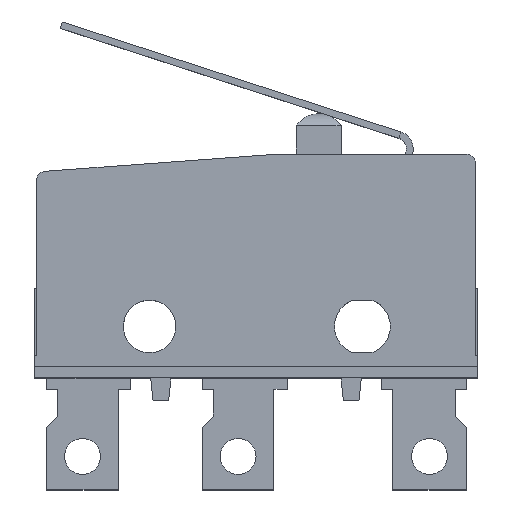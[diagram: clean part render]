
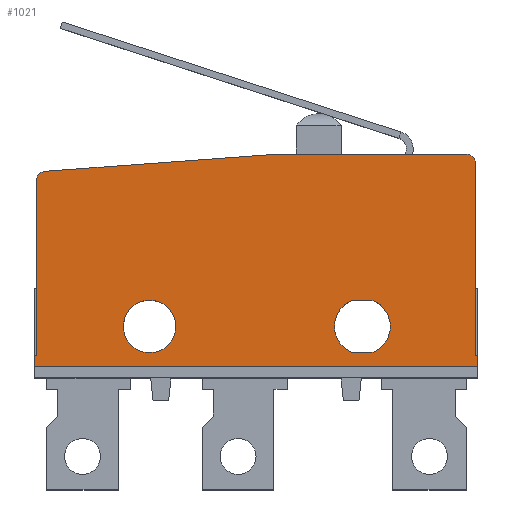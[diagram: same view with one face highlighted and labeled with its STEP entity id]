
A CAD part, top view. The second image highlights one B-rep face of the part: STEP entity #1021.
In plain terms, the highlighted planar face has unit normal (0, 0, 1).
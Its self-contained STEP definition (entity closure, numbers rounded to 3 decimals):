
#937 = EDGE_CURVE('',#938,#940,#942,.T.);
#938 = VERTEX_POINT('',#939);
#939 = CARTESIAN_POINT('',(0.9,11.6,6.4));
#940 = VERTEX_POINT('',#941);
#941 = CARTESIAN_POINT('',(9.3,11.6,6.4));
#942 = LINE('',#943,#944);
#943 = CARTESIAN_POINT('',(0.9,11.6,6.4));
#944 = VECTOR('',#945,1.);
#945 = DIRECTION('',(1.,0.,0.));
#1021 = ADVANCED_FACE('',(#1022,#1042,#1125),#1170,.F.);
#1022 = FACE_BOUND('',#1023,.T.);
#1023 = EDGE_LOOP('',(#1024,#1035));
#1024 = ORIENTED_EDGE('',*,*,#1025,.T.);
#1025 = EDGE_CURVE('',#1026,#1028,#1030,.T.);
#1026 = VERTEX_POINT('',#1027);
#1027 = CARTESIAN_POINT('',(-3.675,3.9,6.4));
#1028 = VERTEX_POINT('',#1029);
#1029 = CARTESIAN_POINT('',(-6.025,3.9,6.4));
#1030 = CIRCLE('',#1031,1.175);
#1031 = AXIS2_PLACEMENT_3D('',#1032,#1033,#1034);
#1032 = CARTESIAN_POINT('',(-4.85,3.9,6.4));
#1033 = DIRECTION('',(0.,0.,-1.));
#1034 = DIRECTION('',(-1.,0.,0.));
#1035 = ORIENTED_EDGE('',*,*,#1036,.T.);
#1036 = EDGE_CURVE('',#1028,#1026,#1037,.T.);
#1037 = CIRCLE('',#1038,1.175);
#1038 = AXIS2_PLACEMENT_3D('',#1039,#1040,#1041);
#1039 = CARTESIAN_POINT('',(-4.85,3.9,6.4));
#1040 = DIRECTION('',(0.,0.,-1.));
#1041 = DIRECTION('',(-1.,0.,0.));
#1042 = FACE_BOUND('',#1043,.T.);
#1043 = EDGE_LOOP('',(#1044,#1054,#1062,#1070,#1078,#1085,#1086,#1094,
    #1103,#1111,#1119));
#1044 = ORIENTED_EDGE('',*,*,#1045,.F.);
#1045 = EDGE_CURVE('',#1046,#1048,#1050,.T.);
#1046 = VERTEX_POINT('',#1047);
#1047 = CARTESIAN_POINT('',(9.8,2.1,6.4));
#1048 = VERTEX_POINT('',#1049);
#1049 = CARTESIAN_POINT('',(-10.,2.1,6.4));
#1050 = LINE('',#1051,#1052);
#1051 = CARTESIAN_POINT('',(9.8,2.1,6.4));
#1052 = VECTOR('',#1053,1.);
#1053 = DIRECTION('',(-1.,0.,0.));
#1054 = ORIENTED_EDGE('',*,*,#1055,.F.);
#1055 = EDGE_CURVE('',#1056,#1046,#1058,.T.);
#1056 = VERTEX_POINT('',#1057);
#1057 = CARTESIAN_POINT('',(9.8,2.6,6.4));
#1058 = LINE('',#1059,#1060);
#1059 = CARTESIAN_POINT('',(9.8,2.6,6.4));
#1060 = VECTOR('',#1061,1.);
#1061 = DIRECTION('',(0.,-1.,-0.));
#1062 = ORIENTED_EDGE('',*,*,#1063,.F.);
#1063 = EDGE_CURVE('',#1064,#1056,#1066,.T.);
#1064 = VERTEX_POINT('',#1065);
#1065 = CARTESIAN_POINT('',(9.7,2.6,6.4));
#1066 = LINE('',#1067,#1068);
#1067 = CARTESIAN_POINT('',(9.7,2.6,6.4));
#1068 = VECTOR('',#1069,1.);
#1069 = DIRECTION('',(1.,0.,0.));
#1070 = ORIENTED_EDGE('',*,*,#1071,.F.);
#1071 = EDGE_CURVE('',#1072,#1064,#1074,.T.);
#1072 = VERTEX_POINT('',#1073);
#1073 = CARTESIAN_POINT('',(9.7,11.2,6.4));
#1074 = LINE('',#1075,#1076);
#1075 = CARTESIAN_POINT('',(9.7,11.2,6.4));
#1076 = VECTOR('',#1077,1.);
#1077 = DIRECTION('',(0.,-1.,0.));
#1078 = ORIENTED_EDGE('',*,*,#1079,.F.);
#1079 = EDGE_CURVE('',#940,#1072,#1080,.T.);
#1080 = CIRCLE('',#1081,0.4);
#1081 = AXIS2_PLACEMENT_3D('',#1082,#1083,#1084);
#1082 = CARTESIAN_POINT('',(9.3,11.2,6.4));
#1083 = DIRECTION('',(0.,0.,-1.));
#1084 = DIRECTION('',(-1.,0.,0.));
#1085 = ORIENTED_EDGE('',*,*,#937,.F.);
#1086 = ORIENTED_EDGE('',*,*,#1087,.F.);
#1087 = EDGE_CURVE('',#1088,#938,#1090,.T.);
#1088 = VERTEX_POINT('',#1089);
#1089 = CARTESIAN_POINT('',(-9.53,10.827,6.4));
#1090 = LINE('',#1091,#1092);
#1091 = CARTESIAN_POINT('',(-9.53,10.827,6.4));
#1092 = VECTOR('',#1093,1.);
#1093 = DIRECTION('',(0.997,0.074,
    0.));
#1094 = ORIENTED_EDGE('',*,*,#1095,.F.);
#1095 = EDGE_CURVE('',#1096,#1088,#1098,.T.);
#1096 = VERTEX_POINT('',#1097);
#1097 = CARTESIAN_POINT('',(-9.9,10.429,6.4));
#1098 = CIRCLE('',#1099,0.4);
#1099 = AXIS2_PLACEMENT_3D('',#1100,#1101,#1102);
#1100 = CARTESIAN_POINT('',(-9.5,10.429,6.4));
#1101 = DIRECTION('',(0.,0.,-1.));
#1102 = DIRECTION('',(-1.,0.,0.));
#1103 = ORIENTED_EDGE('',*,*,#1104,.F.);
#1104 = EDGE_CURVE('',#1105,#1096,#1107,.T.);
#1105 = VERTEX_POINT('',#1106);
#1106 = CARTESIAN_POINT('',(-9.9,2.6,6.4));
#1107 = LINE('',#1108,#1109);
#1108 = CARTESIAN_POINT('',(-9.9,2.6,6.4));
#1109 = VECTOR('',#1110,1.);
#1110 = DIRECTION('',(0.,1.,0.));
#1111 = ORIENTED_EDGE('',*,*,#1112,.F.);
#1112 = EDGE_CURVE('',#1113,#1105,#1115,.T.);
#1113 = VERTEX_POINT('',#1114);
#1114 = CARTESIAN_POINT('',(-10.,2.6,6.4));
#1115 = LINE('',#1116,#1117);
#1116 = CARTESIAN_POINT('',(-10.,2.6,6.4));
#1117 = VECTOR('',#1118,1.);
#1118 = DIRECTION('',(1.,0.,0.));
#1119 = ORIENTED_EDGE('',*,*,#1120,.F.);
#1120 = EDGE_CURVE('',#1048,#1113,#1121,.T.);
#1121 = LINE('',#1122,#1123);
#1122 = CARTESIAN_POINT('',(-10.,2.1,6.4));
#1123 = VECTOR('',#1124,1.);
#1124 = DIRECTION('',(0.,1.,0.));
#1125 = FACE_BOUND('',#1126,.T.);
#1126 = EDGE_LOOP('',(#1127,#1138,#1146,#1155,#1164));
#1127 = ORIENTED_EDGE('',*,*,#1128,.T.);
#1128 = EDGE_CURVE('',#1129,#1131,#1133,.T.);
#1129 = VERTEX_POINT('',#1130);
#1130 = CARTESIAN_POINT('',(4.224,2.725,6.4));
#1131 = VERTEX_POINT('',#1132);
#1132 = CARTESIAN_POINT('',(4.224,5.075,6.4));
#1133 = CIRCLE('',#1134,1.25);
#1134 = AXIS2_PLACEMENT_3D('',#1135,#1136,#1137);
#1135 = CARTESIAN_POINT('',(4.65,3.9,6.4));
#1136 = DIRECTION('',(0.,0.,-1.));
#1137 = DIRECTION('',(-1.,0.,0.));
#1138 = ORIENTED_EDGE('',*,*,#1139,.T.);
#1139 = EDGE_CURVE('',#1131,#1140,#1142,.T.);
#1140 = VERTEX_POINT('',#1141);
#1141 = CARTESIAN_POINT('',(5.076,5.075,6.4));
#1142 = LINE('',#1143,#1144);
#1143 = CARTESIAN_POINT('',(4.224,5.075,6.4));
#1144 = VECTOR('',#1145,1.);
#1145 = DIRECTION('',(1.,0.,0.));
#1146 = ORIENTED_EDGE('',*,*,#1147,.T.);
#1147 = EDGE_CURVE('',#1140,#1148,#1150,.T.);
#1148 = VERTEX_POINT('',#1149);
#1149 = CARTESIAN_POINT('',(5.9,3.9,6.4));
#1150 = CIRCLE('',#1151,1.25);
#1151 = AXIS2_PLACEMENT_3D('',#1152,#1153,#1154);
#1152 = CARTESIAN_POINT('',(4.65,3.9,6.4));
#1153 = DIRECTION('',(0.,0.,-1.));
#1154 = DIRECTION('',(-1.,0.,0.));
#1155 = ORIENTED_EDGE('',*,*,#1156,.T.);
#1156 = EDGE_CURVE('',#1148,#1157,#1159,.T.);
#1157 = VERTEX_POINT('',#1158);
#1158 = CARTESIAN_POINT('',(5.076,2.725,6.4));
#1159 = CIRCLE('',#1160,1.25);
#1160 = AXIS2_PLACEMENT_3D('',#1161,#1162,#1163);
#1161 = CARTESIAN_POINT('',(4.65,3.9,6.4));
#1162 = DIRECTION('',(0.,0.,-1.));
#1163 = DIRECTION('',(-1.,0.,0.));
#1164 = ORIENTED_EDGE('',*,*,#1165,.T.);
#1165 = EDGE_CURVE('',#1157,#1129,#1166,.T.);
#1166 = LINE('',#1167,#1168);
#1167 = CARTESIAN_POINT('',(5.076,2.725,6.4));
#1168 = VECTOR('',#1169,1.);
#1169 = DIRECTION('',(-1.,0.,0.));
#1170 = PLANE('',#1171);
#1171 = AXIS2_PLACEMENT_3D('',#1172,#1173,#1174);
#1172 = CARTESIAN_POINT('',(-9.5,10.429,6.4));
#1173 = DIRECTION('',(0.,0.,-1.));
#1174 = DIRECTION('',(-1.,0.,0.));
